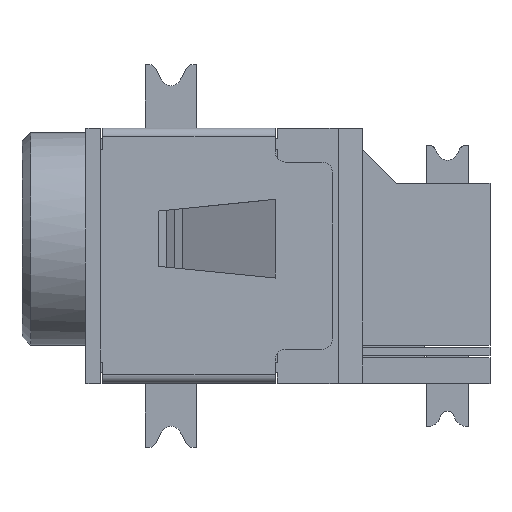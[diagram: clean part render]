
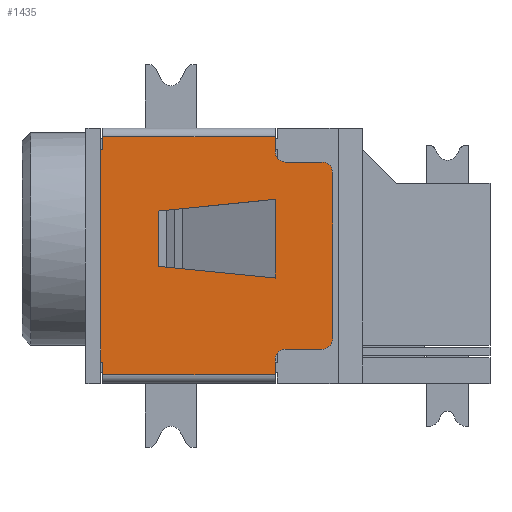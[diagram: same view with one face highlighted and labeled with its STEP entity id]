
A CAD part, top view. The second image highlights one B-rep face of the part: STEP entity #1435.
In plain terms, the highlighted planar face has unit normal (0, 0, 1).
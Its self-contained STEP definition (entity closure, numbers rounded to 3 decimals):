
#497 = VERTEX_POINT('',#498);
#498 = CARTESIAN_POINT('',(-2.75,2.05,4.6));
#515 = VERTEX_POINT('',#516);
#516 = CARTESIAN_POINT('',(-2.75,-2.95,4.6));
#522 = EDGE_CURVE('',#497,#515,#523,.T.);
#523 = LINE('',#524,#525);
#524 = CARTESIAN_POINT('',(-2.75,2.55,4.6));
#525 = VECTOR('',#526,1.);
#526 = DIRECTION('',(0.,-1.,0.));
#1435 = ADVANCED_FACE('',(#1436,#1561),#1595,.T.);
#1436 = FACE_BOUND('',#1437,.T.);
#1437 = EDGE_LOOP('',(#1438,#1448,#1456,#1464,#1470,#1471,#1479,#1487,
    #1495,#1503,#1512,#1520,#1529,#1537,#1546,#1554));
#1438 = ORIENTED_EDGE('',*,*,#1439,.T.);
#1439 = EDGE_CURVE('',#1440,#1442,#1444,.T.);
#1440 = VERTEX_POINT('',#1441);
#1441 = CARTESIAN_POINT('',(1.35,2.,4.6));
#1442 = VERTEX_POINT('',#1443);
#1443 = CARTESIAN_POINT('',(1.35,2.35,4.6));
#1444 = LINE('',#1445,#1446);
#1445 = CARTESIAN_POINT('',(1.35,2.,4.6));
#1446 = VECTOR('',#1447,1.);
#1447 = DIRECTION('',(0.,1.,0.));
#1448 = ORIENTED_EDGE('',*,*,#1449,.T.);
#1449 = EDGE_CURVE('',#1442,#1450,#1452,.T.);
#1450 = VERTEX_POINT('',#1451);
#1451 = CARTESIAN_POINT('',(-2.7,2.35,4.6));
#1452 = LINE('',#1453,#1454);
#1453 = CARTESIAN_POINT('',(1.6,2.35,4.6));
#1454 = VECTOR('',#1455,1.);
#1455 = DIRECTION('',(-1.,0.,0.));
#1456 = ORIENTED_EDGE('',*,*,#1457,.T.);
#1457 = EDGE_CURVE('',#1450,#1458,#1460,.T.);
#1458 = VERTEX_POINT('',#1459);
#1459 = CARTESIAN_POINT('',(-2.7,2.05,4.6));
#1460 = LINE('',#1461,#1462);
#1461 = CARTESIAN_POINT('',(-2.7,2.55,4.6));
#1462 = VECTOR('',#1463,1.);
#1463 = DIRECTION('',(0.,-1.,0.));
#1464 = ORIENTED_EDGE('',*,*,#1465,.T.);
#1465 = EDGE_CURVE('',#1458,#497,#1466,.T.);
#1466 = LINE('',#1467,#1468);
#1467 = CARTESIAN_POINT('',(-2.75,2.05,4.6));
#1468 = VECTOR('',#1469,1.);
#1469 = DIRECTION('',(-1.,0.,0.));
#1470 = ORIENTED_EDGE('',*,*,#522,.T.);
#1471 = ORIENTED_EDGE('',*,*,#1472,.T.);
#1472 = EDGE_CURVE('',#515,#1473,#1475,.T.);
#1473 = VERTEX_POINT('',#1474);
#1474 = CARTESIAN_POINT('',(-2.7,-2.95,4.6));
#1475 = LINE('',#1476,#1477);
#1476 = CARTESIAN_POINT('',(-2.75,-2.95,4.6));
#1477 = VECTOR('',#1478,1.);
#1478 = DIRECTION('',(1.,0.,0.));
#1479 = ORIENTED_EDGE('',*,*,#1480,.T.);
#1480 = EDGE_CURVE('',#1473,#1481,#1483,.T.);
#1481 = VERTEX_POINT('',#1482);
#1482 = CARTESIAN_POINT('',(-2.7,-3.25,4.6));
#1483 = LINE('',#1484,#1485);
#1484 = CARTESIAN_POINT('',(-2.7,-2.95,4.6));
#1485 = VECTOR('',#1486,1.);
#1486 = DIRECTION('',(0.,-1.,0.));
#1487 = ORIENTED_EDGE('',*,*,#1488,.T.);
#1488 = EDGE_CURVE('',#1481,#1489,#1491,.T.);
#1489 = VERTEX_POINT('',#1490);
#1490 = CARTESIAN_POINT('',(1.35,-3.25,4.6));
#1491 = LINE('',#1492,#1493);
#1492 = CARTESIAN_POINT('',(1.6,-3.25,4.6));
#1493 = VECTOR('',#1494,1.);
#1494 = DIRECTION('',(1.,0.,0.));
#1495 = ORIENTED_EDGE('',*,*,#1496,.T.);
#1496 = EDGE_CURVE('',#1489,#1497,#1499,.T.);
#1497 = VERTEX_POINT('',#1498);
#1498 = CARTESIAN_POINT('',(1.35,-2.9,4.6));
#1499 = LINE('',#1500,#1501);
#1500 = CARTESIAN_POINT('',(1.35,-3.45,4.6));
#1501 = VECTOR('',#1502,1.);
#1502 = DIRECTION('',(0.,1.,0.));
#1503 = ORIENTED_EDGE('',*,*,#1504,.T.);
#1504 = EDGE_CURVE('',#1497,#1505,#1507,.T.);
#1505 = VERTEX_POINT('',#1506);
#1506 = CARTESIAN_POINT('',(1.6,-2.65,4.6));
#1507 = CIRCLE('',#1508,0.25);
#1508 = AXIS2_PLACEMENT_3D('',#1509,#1510,#1511);
#1509 = CARTESIAN_POINT('',(1.6,-2.9,4.6));
#1510 = DIRECTION('',(0.,0.,-1.));
#1511 = DIRECTION('',(-1.,0.,0.));
#1512 = ORIENTED_EDGE('',*,*,#1513,.T.);
#1513 = EDGE_CURVE('',#1505,#1514,#1516,.T.);
#1514 = VERTEX_POINT('',#1515);
#1515 = CARTESIAN_POINT('',(2.45,-2.65,4.6));
#1516 = LINE('',#1517,#1518);
#1517 = CARTESIAN_POINT('',(2.45,-2.65,4.6));
#1518 = VECTOR('',#1519,1.);
#1519 = DIRECTION('',(1.,0.,0.));
#1520 = ORIENTED_EDGE('',*,*,#1521,.T.);
#1521 = EDGE_CURVE('',#1514,#1522,#1524,.T.);
#1522 = VERTEX_POINT('',#1523);
#1523 = CARTESIAN_POINT('',(2.7,-2.4,4.6));
#1524 = CIRCLE('',#1525,0.25);
#1525 = AXIS2_PLACEMENT_3D('',#1526,#1527,#1528);
#1526 = CARTESIAN_POINT('',(2.45,-2.4,4.6));
#1527 = DIRECTION('',(0.,0.,1.));
#1528 = DIRECTION('',(-1.,0.,0.));
#1529 = ORIENTED_EDGE('',*,*,#1530,.T.);
#1530 = EDGE_CURVE('',#1522,#1531,#1533,.T.);
#1531 = VERTEX_POINT('',#1532);
#1532 = CARTESIAN_POINT('',(2.7,1.5,4.6));
#1533 = LINE('',#1534,#1535);
#1534 = CARTESIAN_POINT('',(2.7,-2.4,4.6));
#1535 = VECTOR('',#1536,1.);
#1536 = DIRECTION('',(0.,1.,0.));
#1537 = ORIENTED_EDGE('',*,*,#1538,.T.);
#1538 = EDGE_CURVE('',#1531,#1539,#1541,.T.);
#1539 = VERTEX_POINT('',#1540);
#1540 = CARTESIAN_POINT('',(2.45,1.75,4.6));
#1541 = CIRCLE('',#1542,0.25);
#1542 = AXIS2_PLACEMENT_3D('',#1543,#1544,#1545);
#1543 = CARTESIAN_POINT('',(2.45,1.5,4.6));
#1544 = DIRECTION('',(0.,0.,1.));
#1545 = DIRECTION('',(-1.,0.,0.));
#1546 = ORIENTED_EDGE('',*,*,#1547,.T.);
#1547 = EDGE_CURVE('',#1539,#1548,#1550,.T.);
#1548 = VERTEX_POINT('',#1549);
#1549 = CARTESIAN_POINT('',(1.6,1.75,4.6));
#1550 = LINE('',#1551,#1552);
#1551 = CARTESIAN_POINT('',(2.45,1.75,4.6));
#1552 = VECTOR('',#1553,1.);
#1553 = DIRECTION('',(-1.,0.,0.));
#1554 = ORIENTED_EDGE('',*,*,#1555,.T.);
#1555 = EDGE_CURVE('',#1548,#1440,#1556,.T.);
#1556 = CIRCLE('',#1557,0.25);
#1557 = AXIS2_PLACEMENT_3D('',#1558,#1559,#1560);
#1558 = CARTESIAN_POINT('',(1.6,2.,4.6));
#1559 = DIRECTION('',(0.,0.,-1.));
#1560 = DIRECTION('',(-1.,0.,0.));
#1561 = FACE_BOUND('',#1562,.T.);
#1562 = EDGE_LOOP('',(#1563,#1573,#1581,#1589));
#1563 = ORIENTED_EDGE('',*,*,#1564,.T.);
#1564 = EDGE_CURVE('',#1565,#1567,#1569,.T.);
#1565 = VERTEX_POINT('',#1566);
#1566 = CARTESIAN_POINT('',(1.355,0.876,4.6));
#1567 = VERTEX_POINT('',#1568);
#1568 = CARTESIAN_POINT('',(1.355,-0.976,4.6));
#1569 = LINE('',#1570,#1571);
#1570 = CARTESIAN_POINT('',(1.355,4.316,4.6));
#1571 = VECTOR('',#1572,1.);
#1572 = DIRECTION('',(0.,-1.,0.));
#1573 = ORIENTED_EDGE('',*,*,#1574,.F.);
#1574 = EDGE_CURVE('',#1575,#1567,#1577,.T.);
#1575 = VERTEX_POINT('',#1576);
#1576 = CARTESIAN_POINT('',(-1.4,-0.7,4.6));
#1577 = LINE('',#1578,#1579);
#1578 = CARTESIAN_POINT('',(2.1,-1.05,4.6));
#1579 = VECTOR('',#1580,1.);
#1580 = DIRECTION('',(0.995,-0.1,0.
    ));
#1581 = ORIENTED_EDGE('',*,*,#1582,.F.);
#1582 = EDGE_CURVE('',#1583,#1575,#1585,.T.);
#1583 = VERTEX_POINT('',#1584);
#1584 = CARTESIAN_POINT('',(-1.4,0.6,4.6));
#1585 = LINE('',#1586,#1587);
#1586 = CARTESIAN_POINT('',(-1.4,-0.7,4.6));
#1587 = VECTOR('',#1588,1.);
#1588 = DIRECTION('',(0.,-1.,0.));
#1589 = ORIENTED_EDGE('',*,*,#1590,.F.);
#1590 = EDGE_CURVE('',#1565,#1583,#1591,.T.);
#1591 = LINE('',#1592,#1593);
#1592 = CARTESIAN_POINT('',(-1.4,0.6,4.6));
#1593 = VECTOR('',#1594,1.);
#1594 = DIRECTION('',(-0.995,-0.1,
    0.));
#1595 = PLANE('',#1596);
#1596 = AXIS2_PLACEMENT_3D('',#1597,#1598,#1599);
#1597 = CARTESIAN_POINT('',(1.6,-2.9,4.6));
#1598 = DIRECTION('',(0.,0.,1.));
#1599 = DIRECTION('',(-1.,0.,0.));
